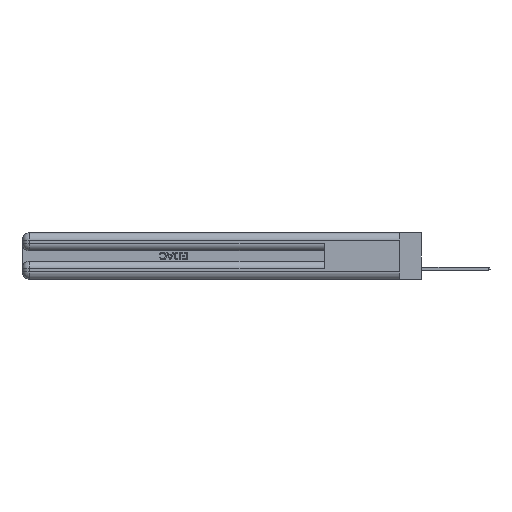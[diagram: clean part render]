
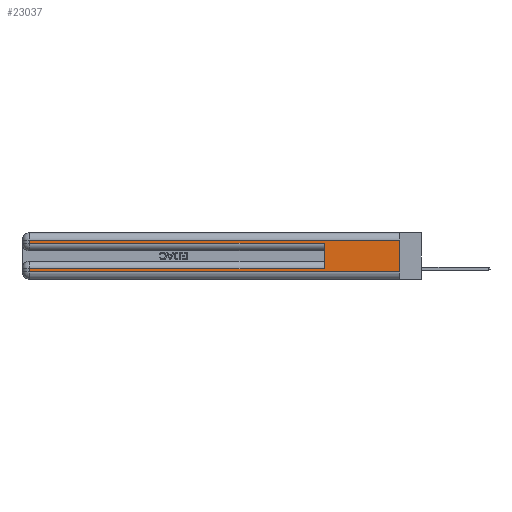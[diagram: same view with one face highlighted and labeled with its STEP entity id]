
A CAD part, left-side view. The second image highlights one B-rep face of the part: STEP entity #23037.
In plain terms, the highlighted planar face has unit normal (-1, 0, 0).
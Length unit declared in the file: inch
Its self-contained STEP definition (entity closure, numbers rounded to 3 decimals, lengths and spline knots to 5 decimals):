
#788 = VERTEX_POINT ( 'NONE', #3602 ) ;
#1390 = ORIENTED_EDGE ( 'NONE', *, *, #46033, .T. ) ;
#2213 = CARTESIAN_POINT ( 'NONE',  ( 0., 0., 0.06 ) ) ;
#3602 = CARTESIAN_POINT ( 'NONE',  ( 0., 2.94, 0.31 ) ) ;
#4118 = LINE ( 'NONE', #9157, #43198 ) ;
#4278 = EDGE_CURVE ( 'NONE', #48644, #30137, #36537, .T. ) ;
#4984 = ORIENTED_EDGE ( 'NONE', *, *, #52695, .F. ) ;
#5573 = PLANE ( 'NONE',  #26885 ) ;
#6292 = DIRECTION ( 'NONE',  ( 0., -1., 0. ) ) ;
#7300 = VECTOR ( 'NONE', #6292, 39.37008 ) ;
#7618 = CARTESIAN_POINT ( 'NONE',  ( 0., 2.94, 0.085 ) ) ;
#9157 = CARTESIAN_POINT ( 'NONE',  ( 0., 0., 0.085 ) ) ;
#10241 = ORIENTED_EDGE ( 'NONE', *, *, #47779, .T. ) ;
#10839 = DIRECTION ( 'NONE',  ( 0., 0., -1. ) ) ;
#11135 = ORIENTED_EDGE ( 'NONE', *, *, #46534, .T. ) ;
#11885 = LINE ( 'NONE', #31485, #25324 ) ;
#12576 = DIRECTION ( 'NONE',  ( 1., 0., 0. ) ) ;
#12746 = DIRECTION ( 'NONE',  ( 0., 1., 0. ) ) ;
#13179 = DIRECTION ( 'NONE',  ( 0., 0., -1. ) ) ;
#13618 = LINE ( 'NONE', #2213, #7300 ) ;
#14561 = ORIENTED_EDGE ( 'NONE', *, *, #4278, .T. ) ;
#14824 = DIRECTION ( 'NONE',  ( 0., 0., -1. ) ) ;
#15811 = CARTESIAN_POINT ( 'NONE',  ( 0., 0., 0.37 ) ) ;
#18851 = CARTESIAN_POINT ( 'NONE',  ( 0., 2.94, 0.37 ) ) ;
#19514 = VECTOR ( 'NONE', #10839, 39.37008 ) ;
#19546 = EDGE_CURVE ( 'NONE', #29211, #788, #26927, .T. ) ;
#19724 = DIRECTION ( 'NONE',  ( 0., 1., 0. ) ) ;
#19916 = VERTEX_POINT ( 'NONE', #46016 ) ;
#20060 = CARTESIAN_POINT ( 'NONE',  ( 0., 0., 0.31 ) ) ;
#20090 = CARTESIAN_POINT ( 'NONE',  ( 0., 0., 0.285 ) ) ;
#21832 = CARTESIAN_POINT ( 'NONE',  ( 0., 2.94, 0.37 ) ) ;
#23037 = ADVANCED_FACE ( 'NONE', ( #46602 ), #5573, .F. ) ;
#23205 = DIRECTION ( 'NONE',  ( 0., 0., -1. ) ) ;
#25324 = VECTOR ( 'NONE', #23205, 39.37008 ) ;
#25567 = VECTOR ( 'NONE', #37763, 39.37008 ) ;
#26017 = EDGE_CURVE ( 'NONE', #27438, #26050, #26417, .T. ) ;
#26050 = VERTEX_POINT ( 'NONE', #51453 ) ;
#26417 = LINE ( 'NONE', #21832, #48879 ) ;
#26885 = AXIS2_PLACEMENT_3D ( 'NONE', #15811, #12576, #13179 ) ;
#26927 = LINE ( 'NONE', #20060, #30088 ) ;
#27194 = CARTESIAN_POINT ( 'NONE',  ( 0., 2.94, 0.285 ) ) ;
#27424 = DIRECTION ( 'NONE',  ( 0., 0., 1. ) ) ;
#27438 = VERTEX_POINT ( 'NONE', #7618 ) ;
#29211 = VERTEX_POINT ( 'NONE', #33132 ) ;
#30088 = VECTOR ( 'NONE', #19724, 39.37008 ) ;
#30137 = VERTEX_POINT ( 'NONE', #45843 ) ;
#30439 = ORIENTED_EDGE ( 'NONE', *, *, #19546, .T. ) ;
#31426 = VECTOR ( 'NONE', #27424, 39.37008 ) ;
#31485 = CARTESIAN_POINT ( 'NONE',  ( 0., 0., 0.37 ) ) ;
#31752 = CARTESIAN_POINT ( 'NONE',  ( 0., 0.6, 0.145 ) ) ;
#33132 = CARTESIAN_POINT ( 'NONE',  ( 0., 0., 0.31 ) ) ;
#34086 = EDGE_CURVE ( 'NONE', #38651, #30137, #39733, .T. ) ;
#34362 = CARTESIAN_POINT ( 'NONE',  ( 0., 0.6, 0.085 ) ) ;
#36537 = LINE ( 'NONE', #20090, #25567 ) ;
#36577 = ORIENTED_EDGE ( 'NONE', *, *, #34086, .F. ) ;
#37763 = DIRECTION ( 'NONE',  ( 0., -1., 0. ) ) ;
#38152 = EDGE_LOOP ( 'NONE', ( #4984, #30439, #1390, #14561, #36577, #10241, #45445, #11135 ) ) ;
#38651 = VERTEX_POINT ( 'NONE', #34362 ) ;
#39733 = LINE ( 'NONE', #31752, #31426 ) ;
#41888 = LINE ( 'NONE', #18851, #19514 ) ;
#43198 = VECTOR ( 'NONE', #12746, 39.37008 ) ;
#45445 = ORIENTED_EDGE ( 'NONE', *, *, #26017, .T. ) ;
#45843 = CARTESIAN_POINT ( 'NONE',  ( 0., 0.6, 0.285 ) ) ;
#46016 = CARTESIAN_POINT ( 'NONE',  ( 0., 0., 0.06 ) ) ;
#46033 = EDGE_CURVE ( 'NONE', #788, #48644, #41888, .T. ) ;
#46534 = EDGE_CURVE ( 'NONE', #26050, #19916, #13618, .T. ) ;
#46602 = FACE_OUTER_BOUND ( 'NONE', #38152, .T. ) ;
#47779 = EDGE_CURVE ( 'NONE', #38651, #27438, #4118, .T. ) ;
#48644 = VERTEX_POINT ( 'NONE', #27194 ) ;
#48879 = VECTOR ( 'NONE', #14824, 39.37008 ) ;
#51453 = CARTESIAN_POINT ( 'NONE',  ( 0., 2.94, 0.06 ) ) ;
#52695 = EDGE_CURVE ( 'NONE', #29211, #19916, #11885, .T. ) ;
